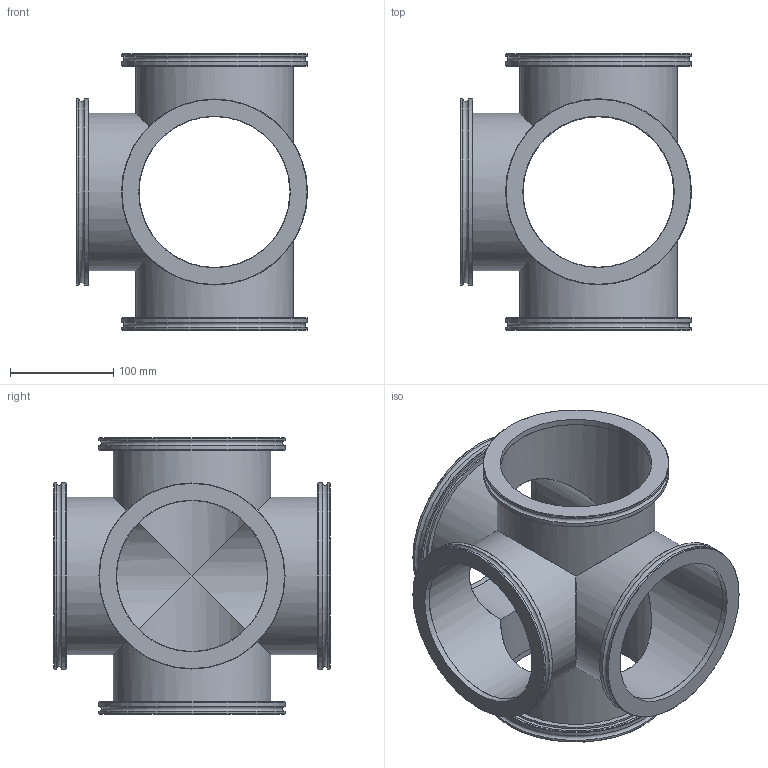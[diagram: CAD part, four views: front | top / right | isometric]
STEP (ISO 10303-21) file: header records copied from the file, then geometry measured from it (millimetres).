
FILE_DESCRIPTION(/* description */ (''),/* implementation_level */ '2;1');
FILE_NAME(/* name */ 'FL-5X160LF.stp',/* time_stamp */ '2019-02-01T13:36:07+00:00',/* author */ ('paul'),/* organization */ (''),/* preprocessor_version */ 'ST-DEVELOPER v17.2',/* originating_system */ 'Autodesk Inventor 2019',/* authorisation */ '');
FILE_SCHEMA (('AUTOMOTIVE_DESIGN { 1 0 10303 214 3 1 1 }'));
Length unit declared in the file: millimetre
Products named in the file (4): FL-5X40KF; TUBE; TUBE2; FL-160LF-W
Assembly tree (10 placements, depth 2):
  FL-5X40KF
    TUBE  x4
    TUBE2
    FL-160LF-W  x5
Bounding box: 223.6 x 267.2 x 267.2 mm (x, y, z)
Volume: 921761.3 mm3; surface area: 502838.5 mm2
Topology: 10 solids, 10 shells, 101 faces, 245 edges, 174 vertices
Faces by surface type: plane 46, cylinder 40, cone 10, torus 5
Full cylindrical faces by diameter (mm): 146 x5, 146.5 x5, 152.4 x5, 153 x5, 163 x5, 175 x5, 180 x10
Entity records: 1046 total; most frequent: DIRECTION 195, CARTESIAN_POINT 153, ORIENTED_EDGE 132, AXIS2_PLACEMENT_3D 88, EDGE_CURVE 66, VERTEX_POINT 46, EDGE_LOOP 34, CIRCLE 31
